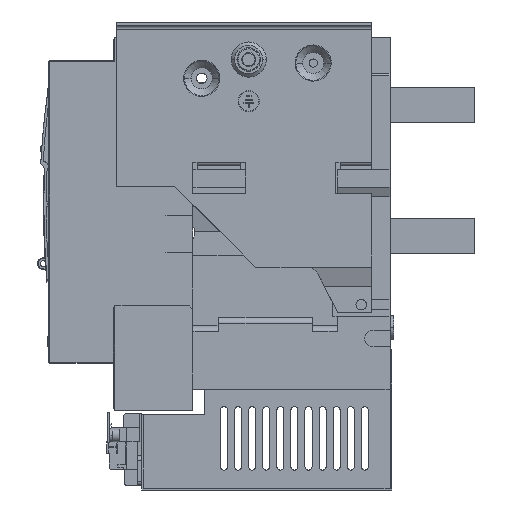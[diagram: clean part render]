
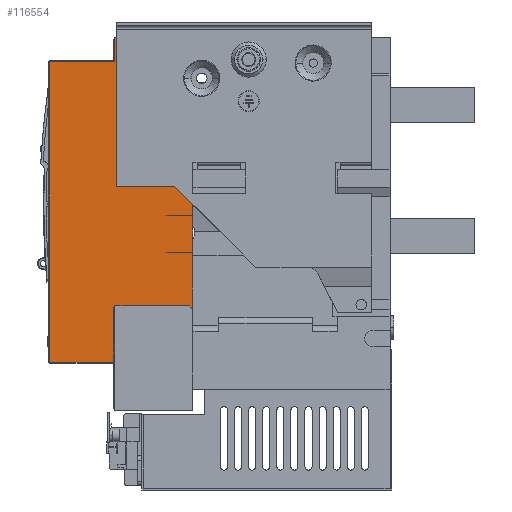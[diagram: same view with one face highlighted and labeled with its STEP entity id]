
A CAD part, left-side view. The second image highlights one B-rep face of the part: STEP entity #116554.
In plain terms, the highlighted planar face has unit normal (-1, 0, 0).
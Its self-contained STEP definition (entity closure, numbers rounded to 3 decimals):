
#6129=DIRECTION('',(0.,0.,-1.));
#6130=VECTOR('',#6129,256.);
#6131=CARTESIAN_POINT('',(12.5,250.,-21.));
#6132=LINE('',#6131,#6130);
#7351=DIRECTION('',(0.,0.,-1.));
#7352=VECTOR('',#7351,13.821);
#7353=CARTESIAN_POINT('',(12.5,128.,-172.179));
#7354=LINE('',#7353,#7352);
#7355=DIRECTION('',(0.,0.,-1.));
#7356=VECTOR('',#7355,46.);
#7357=CARTESIAN_POINT('',(12.5,128.,-186.));
#7358=LINE('',#7357,#7356);
#7359=DIRECTION('',(0.,0.707,0.707));
#7360=VECTOR('',#7359,4.243);
#7361=CARTESIAN_POINT('',(12.5,128.,-232.));
#7362=LINE('',#7361,#7360);
#7363=DIRECTION('',(0.,0.707,-0.707));
#7364=VECTOR('',#7363,2.121);
#7365=CARTESIAN_POINT('',(12.5,194.5,-229.));
#7366=LINE('',#7365,#7364);
#7367=DIRECTION('',(0.,0.,-1.));
#7368=VECTOR('',#7367,46.5);
#7369=CARTESIAN_POINT('',(12.5,196.,-230.5));
#7370=LINE('',#7369,#7368);
#7371=DIRECTION('',(0.,0.,-1.));
#7372=VECTOR('',#7371,31.);
#7373=CARTESIAN_POINT('',(12.5,128.,0.));
#7374=LINE('',#7373,#7372);
#7375=DIRECTION('',(0.,0.,-1.));
#7376=VECTOR('',#7375,8.);
#7377=CARTESIAN_POINT('',(12.5,128.,-31.));
#7378=LINE('',#7377,#7376);
#7379=DIRECTION('',(0.,0.,-1.));
#7380=VECTOR('',#7379,121.821);
#7381=CARTESIAN_POINT('',(12.5,128.,-39.));
#7382=LINE('',#7381,#7380);
#7383=DIRECTION('',(0.,0.,-1.));
#7384=VECTOR('',#7383,11.358);
#7385=CARTESIAN_POINT('',(12.5,128.,-160.821));
#7386=LINE('',#7385,#7384);
#7951=DIRECTION('',(0.,-1.,0.));
#7952=VECTOR('',#7951,54.);
#7953=CARTESIAN_POINT('',(12.5,250.,-277.));
#7954=LINE('',#7953,#7952);
#7986=DIRECTION('',(0.,-1.,0.));
#7987=VECTOR('',#7986,63.5);
#7988=CARTESIAN_POINT('',(12.5,194.5,-229.));
#7989=LINE('',#7988,#7987);
#10119=DIRECTION('',(0.,0.,-1.));
#10120=VECTOR('',#10119,21.);
#10121=CARTESIAN_POINT('',(12.5,194.5,0.));
#10122=LINE('',#10121,#10120);
#10137=DIRECTION('',(0.,1.,0.));
#10138=VECTOR('',#10137,55.5);
#10139=CARTESIAN_POINT('',(12.5,194.5,-21.));
#10140=LINE('',#10139,#10138);
#10179=DIRECTION('',(0.,1.,0.));
#10180=VECTOR('',#10179,66.5);
#10181=CARTESIAN_POINT('',(12.5,128.,0.));
#10182=LINE('',#10181,#10180);
#91374=CARTESIAN_POINT('',(12.5,128.,0.));
#91376=VERTEX_POINT('',#91374);
#91378=CARTESIAN_POINT('',(12.5,194.5,0.));
#91379=VERTEX_POINT('',#91378);
#91767=CARTESIAN_POINT('',(12.5,128.,-31.));
#91768=VERTEX_POINT('',#91767);
#91827=CARTESIAN_POINT('',(12.5,128.,-160.821));
#91828=VERTEX_POINT('',#91827);
#91829=CARTESIAN_POINT('',(12.5,128.,-39.));
#91830=VERTEX_POINT('',#91829);
#92009=CARTESIAN_POINT('',(12.5,128.,-186.));
#92010=VERTEX_POINT('',#92009);
#92019=CARTESIAN_POINT('',(12.5,128.,-232.));
#92020=VERTEX_POINT('',#92019);
#92093=CARTESIAN_POINT('',(12.5,128.,-172.179));
#92094=VERTEX_POINT('',#92093);
#92099=CARTESIAN_POINT('',(12.5,131.,-229.));
#92100=VERTEX_POINT('',#92099);
#92101=CARTESIAN_POINT('',(12.5,194.5,-229.));
#92102=VERTEX_POINT('',#92101);
#92103=CARTESIAN_POINT('',(12.5,196.,-230.5));
#92104=VERTEX_POINT('',#92103);
#92105=CARTESIAN_POINT('',(12.5,196.,-277.));
#92106=VERTEX_POINT('',#92105);
#92107=CARTESIAN_POINT('',(12.5,250.,-277.));
#92108=VERTEX_POINT('',#92107);
#92109=CARTESIAN_POINT('',(12.5,250.,-21.));
#92110=VERTEX_POINT('',#92109);
#92111=CARTESIAN_POINT('',(12.5,194.5,-21.));
#92112=VERTEX_POINT('',#92111);
#116523=CARTESIAN_POINT('',(12.5,189.,-138.5));
#116524=DIRECTION('',(1.,0.,0.));
#116525=DIRECTION('',(0.,0.,1.));
#116526=AXIS2_PLACEMENT_3D('',#116523,#116524,#116525);
#116527=PLANE('',#116526);
#116529=ORIENTED_EDGE('',*,*,#116528,.T.);
#116530=ORIENTED_EDGE('',*,*,#116175,.T.);
#116532=ORIENTED_EDGE('',*,*,#116531,.T.);
#116534=ORIENTED_EDGE('',*,*,#116533,.F.);
#116536=ORIENTED_EDGE('',*,*,#116535,.T.);
#116538=ORIENTED_EDGE('',*,*,#116537,.T.);
#116540=ORIENTED_EDGE('',*,*,#116539,.F.);
#116541=ORIENTED_EDGE('',*,*,#114667,.F.);
#116543=ORIENTED_EDGE('',*,*,#116542,.F.);
#116545=ORIENTED_EDGE('',*,*,#116544,.F.);
#116547=ORIENTED_EDGE('',*,*,#116546,.F.);
#116548=ORIENTED_EDGE('',*,*,#116428,.T.);
#116549=ORIENTED_EDGE('',*,*,#116518,.T.);
#116550=ORIENTED_EDGE('',*,*,#116363,.T.);
#116551=ORIENTED_EDGE('',*,*,#116305,.T.);
#116552=EDGE_LOOP('',(#116529,#116530,#116532,#116534,#116536,#116538,#116540,
#116541,#116543,#116545,#116547,#116548,#116549,#116550,#116551));
#116553=FACE_OUTER_BOUND('',#116552,.F.);
#116554=ADVANCED_FACE('',(#116553),#116527,.F.);
#114667=EDGE_CURVE('',#92110,#92108,#6132,.T.);
#116175=EDGE_CURVE('',#92010,#92020,#7358,.T.);
#116305=EDGE_CURVE('',#91828,#92094,#7386,.T.);
#116363=EDGE_CURVE('',#91830,#91828,#7382,.T.);
#116428=EDGE_CURVE('',#91376,#91768,#7374,.T.);
#116518=EDGE_CURVE('',#91768,#91830,#7378,.T.);
#116528=EDGE_CURVE('',#92094,#92010,#7354,.T.);
#116531=EDGE_CURVE('',#92020,#92100,#7362,.T.);
#116533=EDGE_CURVE('',#92102,#92100,#7989,.T.);
#116535=EDGE_CURVE('',#92102,#92104,#7366,.T.);
#116537=EDGE_CURVE('',#92104,#92106,#7370,.T.);
#116539=EDGE_CURVE('',#92108,#92106,#7954,.T.);
#116542=EDGE_CURVE('',#92112,#92110,#10140,.T.);
#116544=EDGE_CURVE('',#91379,#92112,#10122,.T.);
#116546=EDGE_CURVE('',#91376,#91379,#10182,.T.);
